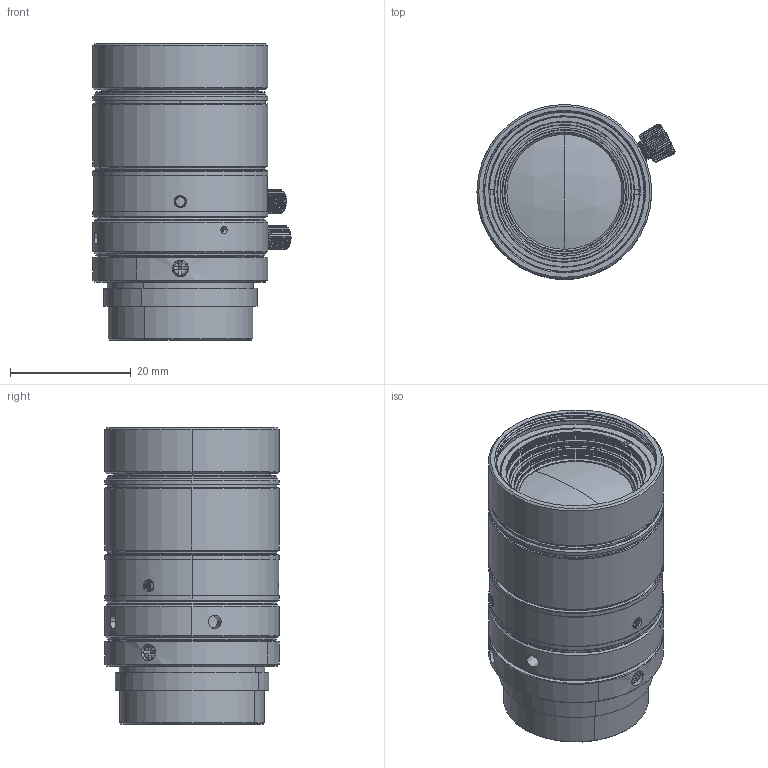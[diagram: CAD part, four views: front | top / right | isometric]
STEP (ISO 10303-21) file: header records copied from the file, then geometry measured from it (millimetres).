
FILE_DESCRIPTION (( 'STEP AP203' ), '1' );
FILE_NAME ('600059.STEP', '2022-02-18T02:56:16', ( '' ), ( '' ), 'SwSTEP 2.0', 'SolidWorks 2020', '' );
FILE_SCHEMA (( 'CONFIG_CONTROL_DESIGN' ));
Length unit declared in the file: millimetre
Products named in the file (1): 600059
Bounding box: 32.87 x 29 x 49.16 mm (x, y, z)
Volume: 26332.3 mm3; surface area: 12501.3 mm2
Topology: 6 solids, 11 shells, 1018 faces, 2598 edges, 1658 vertices
Faces by surface type: cylinder 493, plane 273, cone 179, bspline 53, torus 12, sphere 8
Entity records: 62009 total; most frequent: CARTESIAN_POINT 38919, ORIENTED_EDGE 5196, DIRECTION 4181, EDGE_CURVE 2598, VERTEX_POINT 1658, AXIS2_PLACEMENT_3D 1630, EDGE_LOOP 1092, FACE_OUTER_BOUND 1018
